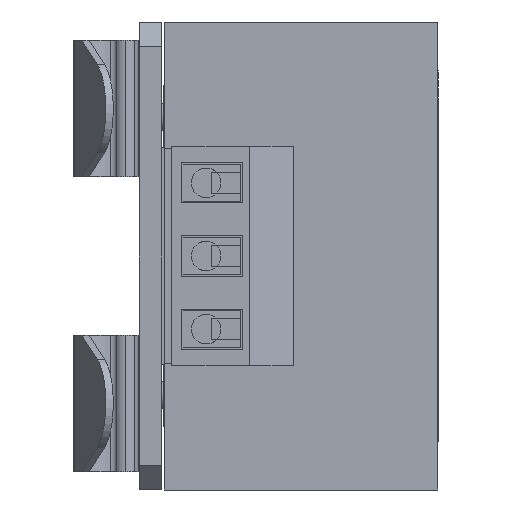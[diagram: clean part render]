
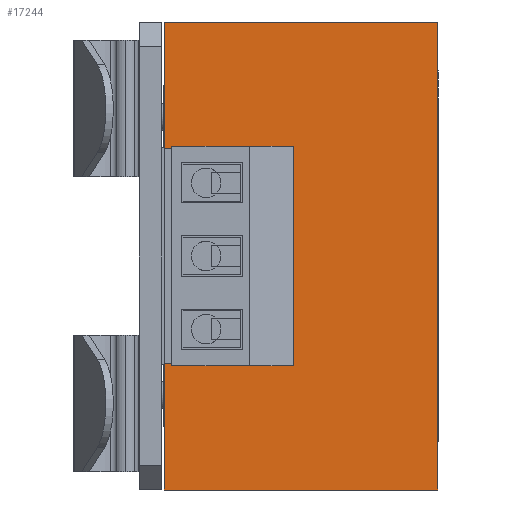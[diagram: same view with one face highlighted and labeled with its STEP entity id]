
A CAD part, left-side view. The second image highlights one B-rep face of the part: STEP entity #17244.
In plain terms, the highlighted planar face has unit normal (-1, 0, 0).
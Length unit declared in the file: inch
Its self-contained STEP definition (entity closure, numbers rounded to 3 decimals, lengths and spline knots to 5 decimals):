
#364 = ORIENTED_EDGE ( 'NONE', *, *, #22561, .F. ) ;
#1869 = CARTESIAN_POINT ( 'NONE',  ( -1.5, -0.553, -0.945 ) ) ;
#1986 = EDGE_CURVE ( 'NONE', #26968, #18876, #4860, .T. ) ;
#2126 = DIRECTION ( 'NONE',  ( 0., 0., 1. ) ) ;
#2229 = EDGE_CURVE ( 'NONE', #18876, #15966, #3326, .T. ) ;
#2308 = VECTOR ( 'NONE', #7949, 39.37008 ) ;
#2339 = CARTESIAN_POINT ( 'NONE',  ( -1.5, -0.553, -0.945 ) ) ;
#2505 = CARTESIAN_POINT ( 'NONE',  ( -1.5, -0.553, 0.945 ) ) ;
#2968 = DIRECTION ( 'NONE',  ( -1., 0., 0. ) ) ;
#3326 = LINE ( 'NONE', #28147, #2308 ) ;
#4675 = VERTEX_POINT ( 'NONE', #23212 ) ;
#4767 = ORIENTED_EDGE ( 'NONE', *, *, #22368, .T. ) ;
#4860 = LINE ( 'NONE', #7661, #14094 ) ;
#5186 = CIRCLE ( 'NONE', #13590, 0.021 ) ;
#5358 = DIRECTION ( 'NONE',  ( 0., 0., 1. ) ) ;
#5412 = CARTESIAN_POINT ( 'NONE',  ( -1.5, 0.389, -0.31628 ) ) ;
#5787 = FACE_OUTER_BOUND ( 'NONE', #9405, .T. ) ;
#6254 = CARTESIAN_POINT ( 'NONE',  ( -1.5, -0.553, -0.945 ) ) ;
#6368 = CIRCLE ( 'NONE', #13182, 0.021 ) ;
#6452 = ORIENTED_EDGE ( 'NONE', *, *, #32018, .T. ) ;
#6634 = DIRECTION ( 'NONE',  ( 0., 0., 1. ) ) ;
#7661 = CARTESIAN_POINT ( 'NONE',  ( -1.5, 0.553, -0.945 ) ) ;
#7949 = DIRECTION ( 'NONE',  ( 0., -1., 0. ) ) ;
#8124 = AXIS2_PLACEMENT_3D ( 'NONE', #30553, #2968, #23048 ) ;
#9150 = EDGE_LOOP ( 'NONE', ( #27251, #364 ) ) ;
#9163 = CARTESIAN_POINT ( 'NONE',  ( -1.5, 0.389, -0.29528 ) ) ;
#9171 = AXIS2_PLACEMENT_3D ( 'NONE', #14955, #21913, #6634 ) ;
#9259 = CIRCLE ( 'NONE', #27608, 0.021 ) ;
#9321 = DIRECTION ( 'NONE',  ( -1., 0., 0. ) ) ;
#9405 = EDGE_LOOP ( 'NONE', ( #13869, #9593, #6452, #4767 ) ) ;
#9593 = ORIENTED_EDGE ( 'NONE', *, *, #1986, .F. ) ;
#9610 = EDGE_CURVE ( 'NONE', #4675, #14207, #6368, .T. ) ;
#10634 = CIRCLE ( 'NONE', #14831, 0.021 ) ;
#10704 = DIRECTION ( 'NONE',  ( 0., 0., 1. ) ) ;
#11146 = VERTEX_POINT ( 'NONE', #5412 ) ;
#11345 = CARTESIAN_POINT ( 'NONE',  ( -1.5, 0.389, 0.27428 ) ) ;
#11466 = EDGE_CURVE ( 'NONE', #14207, #4675, #10634, .T. ) ;
#11512 = DIRECTION ( 'NONE',  ( 0., -1., 0. ) ) ;
#11846 = EDGE_CURVE ( 'NONE', #21440, #11146, #11888, .T. ) ;
#11888 = CIRCLE ( 'NONE', #20255, 0.021 ) ;
#11948 = EDGE_CURVE ( 'NONE', #27859, #12466, #9259, .T. ) ;
#12054 = ORIENTED_EDGE ( 'NONE', *, *, #9610, .F. ) ;
#12466 = VERTEX_POINT ( 'NONE', #24456 ) ;
#12566 = ORIENTED_EDGE ( 'NONE', *, *, #15482, .F. ) ;
#13156 = CARTESIAN_POINT ( 'NONE',  ( -1.5, 0.389, 0.29528 ) ) ;
#13182 = AXIS2_PLACEMENT_3D ( 'NONE', #17111, #16963, #2126 ) ;
#13589 = CARTESIAN_POINT ( 'NONE',  ( -1.5, 0.553, 0.945 ) ) ;
#13590 = AXIS2_PLACEMENT_3D ( 'NONE', #13156, #28104, #10704 ) ;
#13869 = ORIENTED_EDGE ( 'NONE', *, *, #2229, .F. ) ;
#14094 = VECTOR ( 'NONE', #27707, 39.37008 ) ;
#14207 = VERTEX_POINT ( 'NONE', #29604 ) ;
#14550 = EDGE_LOOP ( 'NONE', ( #12566, #23133 ) ) ;
#14831 = AXIS2_PLACEMENT_3D ( 'NONE', #29529, #24757, #29831 ) ;
#14955 = CARTESIAN_POINT ( 'NONE',  ( -1.5, 0.389, -0.29528 ) ) ;
#15062 = CARTESIAN_POINT ( 'NONE',  ( -1.5, 0.389, 0.29528 ) ) ;
#15450 = VECTOR ( 'NONE', #19324, 39.37008 ) ;
#15482 = EDGE_CURVE ( 'NONE', #12466, #27859, #5186, .T. ) ;
#15966 = VERTEX_POINT ( 'NONE', #2505 ) ;
#15975 = FACE_BOUND ( 'NONE', #14550, .T. ) ;
#16302 = PLANE ( 'NONE',  #8124 ) ;
#16963 = DIRECTION ( 'NONE',  ( -1., 0., 0. ) ) ;
#17105 = ORIENTED_EDGE ( 'NONE', *, *, #11466, .F. ) ;
#17111 = CARTESIAN_POINT ( 'NONE',  ( -1.5, 0.389, 0. ) ) ;
#17244 = ADVANCED_FACE ( 'NONE', ( #15975, #28611, #25664, #5787 ), #16302, .T. ) ;
#18006 = DIRECTION ( 'NONE',  ( -1., 0., 0. ) ) ;
#18066 = CIRCLE ( 'NONE', #9171, 0.021 ) ;
#18876 = VERTEX_POINT ( 'NONE', #13589 ) ;
#19324 = DIRECTION ( 'NONE',  ( 0., 0., 1. ) ) ;
#20255 = AXIS2_PLACEMENT_3D ( 'NONE', #9163, #9321, #29199 ) ;
#21440 = VERTEX_POINT ( 'NONE', #24423 ) ;
#21707 = CARTESIAN_POINT ( 'NONE',  ( -1.5, 0.553, -0.945 ) ) ;
#21913 = DIRECTION ( 'NONE',  ( -1., 0., 0. ) ) ;
#22339 = VERTEX_POINT ( 'NONE', #1869 ) ;
#22368 = EDGE_CURVE ( 'NONE', #22339, #15966, #32089, .T. ) ;
#22561 = EDGE_CURVE ( 'NONE', #11146, #21440, #18066, .T. ) ;
#23048 = DIRECTION ( 'NONE',  ( 0., 0., 1. ) ) ;
#23133 = ORIENTED_EDGE ( 'NONE', *, *, #11948, .F. ) ;
#23212 = CARTESIAN_POINT ( 'NONE',  ( -1.5, 0.389, 0.021 ) ) ;
#24423 = CARTESIAN_POINT ( 'NONE',  ( -1.5, 0.389, -0.27428 ) ) ;
#24456 = CARTESIAN_POINT ( 'NONE',  ( -1.5, 0.389, 0.31628 ) ) ;
#24757 = DIRECTION ( 'NONE',  ( -1., 0., 0. ) ) ;
#25664 = FACE_BOUND ( 'NONE', #28019, .T. ) ;
#26968 = VERTEX_POINT ( 'NONE', #21707 ) ;
#27251 = ORIENTED_EDGE ( 'NONE', *, *, #11846, .F. ) ;
#27608 = AXIS2_PLACEMENT_3D ( 'NONE', #15062, #18006, #5358 ) ;
#27707 = DIRECTION ( 'NONE',  ( 0., 0., 1. ) ) ;
#27859 = VERTEX_POINT ( 'NONE', #11345 ) ;
#27960 = VECTOR ( 'NONE', #11512, 39.37008 ) ;
#28019 = EDGE_LOOP ( 'NONE', ( #12054, #17105 ) ) ;
#28104 = DIRECTION ( 'NONE',  ( -1., 0., 0. ) ) ;
#28147 = CARTESIAN_POINT ( 'NONE',  ( -1.5, -0.553, 0.945 ) ) ;
#28611 = FACE_BOUND ( 'NONE', #9150, .T. ) ;
#29199 = DIRECTION ( 'NONE',  ( 0., 0., 1. ) ) ;
#29529 = CARTESIAN_POINT ( 'NONE',  ( -1.5, 0.389, 0. ) ) ;
#29604 = CARTESIAN_POINT ( 'NONE',  ( -1.5, 0.389, -0.021 ) ) ;
#29831 = DIRECTION ( 'NONE',  ( 0., 0., 1. ) ) ;
#30553 = CARTESIAN_POINT ( 'NONE',  ( -1.5, -0.553, -0.945 ) ) ;
#31172 = LINE ( 'NONE', #6254, #27960 ) ;
#32018 = EDGE_CURVE ( 'NONE', #26968, #22339, #31172, .T. ) ;
#32089 = LINE ( 'NONE', #2339, #15450 ) ;
